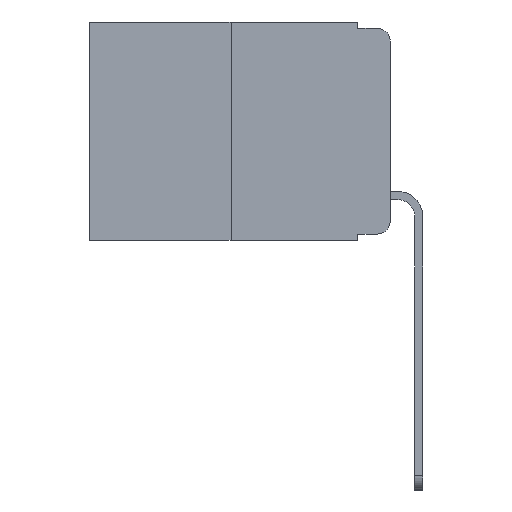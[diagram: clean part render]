
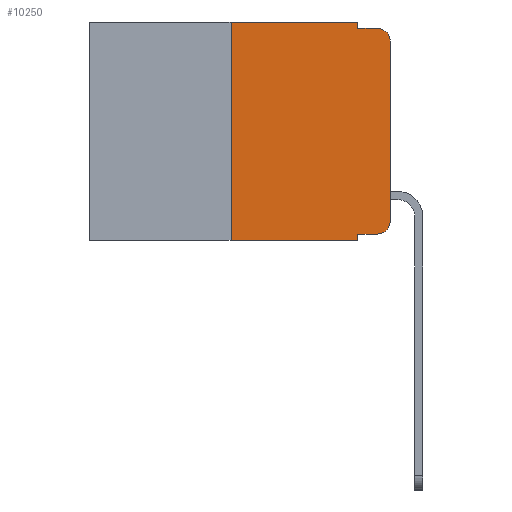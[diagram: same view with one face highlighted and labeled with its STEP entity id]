
A CAD part, left-side view. The second image highlights one B-rep face of the part: STEP entity #10250.
In plain terms, the highlighted planar face has unit normal (-1, 0, 0).
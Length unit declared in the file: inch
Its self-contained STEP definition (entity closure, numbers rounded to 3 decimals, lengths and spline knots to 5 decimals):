
#67 = DIRECTION ( 'NONE',  ( 0., 0., -1. ) ) ;
#523 = ORIENTED_EDGE ( 'NONE', *, *, #831, .F. ) ;
#665 = ORIENTED_EDGE ( 'NONE', *, *, #4096, .F. ) ;
#675 = CARTESIAN_POINT ( 'NONE',  ( 0., 0.02, -0.01 ) ) ;
#831 = EDGE_CURVE ( 'NONE', #7248, #4144, #5280, .T. ) ;
#889 = EDGE_CURVE ( 'NONE', #10290, #1949, #11702, .T. ) ;
#907 = ORIENTED_EDGE ( 'NONE', *, *, #4984, .F. ) ;
#974 = LINE ( 'NONE', #4139, #11157 ) ;
#1269 = VECTOR ( 'NONE', #1526, 39.37008 ) ;
#1526 = DIRECTION ( 'NONE',  ( 0., -1., 0. ) ) ;
#1939 = VERTEX_POINT ( 'NONE', #5916 ) ;
#1949 = VERTEX_POINT ( 'NONE', #4688 ) ;
#2035 = DIRECTION ( 'NONE',  ( -1., 0., 0. ) ) ;
#2140 = VECTOR ( 'NONE', #10196, 39.37008 ) ;
#2152 = DIRECTION ( 'NONE',  ( 0., -1., 0. ) ) ;
#2180 = ORIENTED_EDGE ( 'NONE', *, *, #889, .T. ) ;
#2190 = CARTESIAN_POINT ( 'NONE',  ( 0., 0.02, -0.313 ) ) ;
#2259 = AXIS2_PLACEMENT_3D ( 'NONE', #11986, #6280, #67 ) ;
#2366 = CARTESIAN_POINT ( 'NONE',  ( 0., 0.051, 0. ) ) ;
#2389 = CARTESIAN_POINT ( 'NONE',  ( 0., 0.051, -0.343 ) ) ;
#2447 = AXIS2_PLACEMENT_3D ( 'NONE', #7830, #2035, #8796 ) ;
#2508 = EDGE_CURVE ( 'NONE', #4289, #12469, #5099, .T. ) ;
#2567 = DIRECTION ( 'NONE',  ( 0., 0., -1. ) ) ;
#2586 = VECTOR ( 'NONE', #12569, 39.37008 ) ;
#2909 = EDGE_LOOP ( 'NONE', ( #7459, #7877, #665, #907, #6470, #523, #9989, #6052, #2180, #5206 ) ) ;
#3093 = VERTEX_POINT ( 'NONE', #2389 ) ;
#3199 = DIRECTION ( 'NONE',  ( 0., 0., -1. ) ) ;
#3329 = PLANE ( 'NONE',  #2259 ) ;
#3517 = EDGE_CURVE ( 'NONE', #10290, #3093, #6721, .T. ) ;
#4096 = EDGE_CURVE ( 'NONE', #1939, #11963, #8001, .T. ) ;
#4139 = CARTESIAN_POINT ( 'NONE',  ( 0., 0.051, 0. ) ) ;
#4144 = VERTEX_POINT ( 'NONE', #6444 ) ;
#4289 = VERTEX_POINT ( 'NONE', #7133 ) ;
#4463 = VECTOR ( 'NONE', #2567, 39.37008 ) ;
#4558 = CIRCLE ( 'NONE', #5114, 0.02 ) ;
#4688 = CARTESIAN_POINT ( 'NONE',  ( 0., 0.02, -0.333 ) ) ;
#4934 = CARTESIAN_POINT ( 'NONE',  ( 0., 0.25, -0.343 ) ) ;
#4984 = EDGE_CURVE ( 'NONE', #7567, #1939, #974, .T. ) ;
#5099 = LINE ( 'NONE', #7580, #2140 ) ;
#5114 = AXIS2_PLACEMENT_3D ( 'NONE', #2190, #8954, #3199 ) ;
#5205 = LINE ( 'NONE', #7785, #2586 ) ;
#5206 = ORIENTED_EDGE ( 'NONE', *, *, #12732, .T. ) ;
#5280 = LINE ( 'NONE', #9716, #10091 ) ;
#5346 = CARTESIAN_POINT ( 'NONE',  ( 0., 0.051, -0.01 ) ) ;
#5916 = CARTESIAN_POINT ( 'NONE',  ( 0., 0.051, -0.01 ) ) ;
#6052 = ORIENTED_EDGE ( 'NONE', *, *, #3517, .F. ) ;
#6280 = DIRECTION ( 'NONE',  ( 1., 0., 0. ) ) ;
#6444 = CARTESIAN_POINT ( 'NONE',  ( 0., 0.25, 0. ) ) ;
#6470 = ORIENTED_EDGE ( 'NONE', *, *, #9059, .F. ) ;
#6611 = CARTESIAN_POINT ( 'NONE',  ( 0., 0.473, 0. ) ) ;
#6721 = LINE ( 'NONE', #11135, #4463 ) ;
#7133 = CARTESIAN_POINT ( 'NONE',  ( 0., 0., -0.313 ) ) ;
#7248 = VERTEX_POINT ( 'NONE', #4934 ) ;
#7459 = ORIENTED_EDGE ( 'NONE', *, *, #2508, .T. ) ;
#7567 = VERTEX_POINT ( 'NONE', #2366 ) ;
#7580 = CARTESIAN_POINT ( 'NONE',  ( 0., 0., 0. ) ) ;
#7643 = CARTESIAN_POINT ( 'NONE',  ( 0., 0., -0.03 ) ) ;
#7785 = CARTESIAN_POINT ( 'NONE',  ( 0., 0.473, -0.343 ) ) ;
#7830 = CARTESIAN_POINT ( 'NONE',  ( 0., 0.02, -0.03 ) ) ;
#7877 = ORIENTED_EDGE ( 'NONE', *, *, #10852, .T. ) ;
#8001 = LINE ( 'NONE', #5346, #12793 ) ;
#8143 = EDGE_CURVE ( 'NONE', #7248, #3093, #5205, .T. ) ;
#8185 = CARTESIAN_POINT ( 'NONE',  ( 0., 0.051, -0.333 ) ) ;
#8796 = DIRECTION ( 'NONE',  ( 0., 0., -1. ) ) ;
#8954 = DIRECTION ( 'NONE',  ( -1., 0., 0. ) ) ;
#9059 = EDGE_CURVE ( 'NONE', #4144, #7567, #12614, .T. ) ;
#9479 = DIRECTION ( 'NONE',  ( 0., 0., 1. ) ) ;
#9716 = CARTESIAN_POINT ( 'NONE',  ( 0., 0.25, 0. ) ) ;
#9729 = CIRCLE ( 'NONE', #2447, 0.02 ) ;
#9789 = CARTESIAN_POINT ( 'NONE',  ( 0., 0.051, -0.333 ) ) ;
#9989 = ORIENTED_EDGE ( 'NONE', *, *, #8143, .T. ) ;
#10091 = VECTOR ( 'NONE', #9479, 39.37008 ) ;
#10196 = DIRECTION ( 'NONE',  ( 0., 0., 1. ) ) ;
#10250 = ADVANCED_FACE ( 'NONE', ( #11953 ), #3329, .F. ) ;
#10290 = VERTEX_POINT ( 'NONE', #8185 ) ;
#10446 = VECTOR ( 'NONE', #12321, 39.37008 ) ;
#10852 = EDGE_CURVE ( 'NONE', #12469, #11963, #9729, .T. ) ;
#11135 = CARTESIAN_POINT ( 'NONE',  ( 0., 0.051, 0. ) ) ;
#11157 = VECTOR ( 'NONE', #11758, 39.37008 ) ;
#11702 = LINE ( 'NONE', #9789, #1269 ) ;
#11758 = DIRECTION ( 'NONE',  ( 0., 0., -1. ) ) ;
#11953 = FACE_OUTER_BOUND ( 'NONE', #2909, .T. ) ;
#11963 = VERTEX_POINT ( 'NONE', #675 ) ;
#11986 = CARTESIAN_POINT ( 'NONE',  ( 0., 0.473, 0. ) ) ;
#12321 = DIRECTION ( 'NONE',  ( 0., -1., 0. ) ) ;
#12469 = VERTEX_POINT ( 'NONE', #7643 ) ;
#12569 = DIRECTION ( 'NONE',  ( 0., -1., 0. ) ) ;
#12614 = LINE ( 'NONE', #6611, #10446 ) ;
#12732 = EDGE_CURVE ( 'NONE', #1949, #4289, #4558, .T. ) ;
#12793 = VECTOR ( 'NONE', #2152, 39.37008 ) ;
